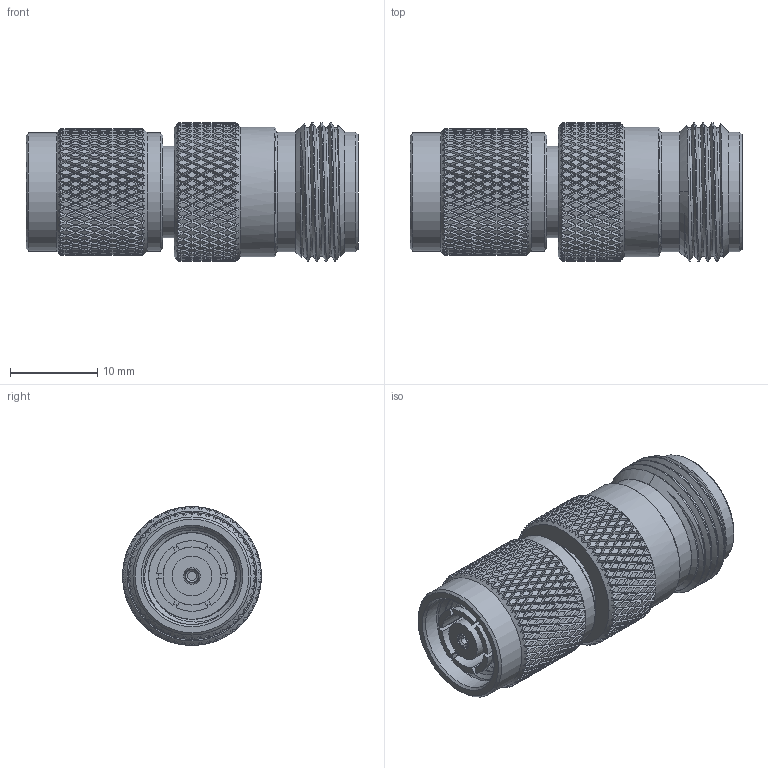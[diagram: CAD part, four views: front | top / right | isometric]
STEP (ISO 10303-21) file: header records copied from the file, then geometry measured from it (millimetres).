
FILE_DESCRIPTION (( 'STEP AP203' ), '1' );
FILE_NAME ('SM5795.step', '2020-03-10T20:29:33', ( '' ), ( '' ), 'SwSTEP 2.0', 'SolidWorks 2018', '' );
FILE_SCHEMA (( 'CONFIG_CONTROL_DESIGN' ));
Products named in the file (1): SM5795
Bounding box: 38 x 15.88 x 15.88 mm (x, y, z)
Volume: 5167.9 mm3; surface area: 4208.4 mm2
Topology: 2 solids, 2 shells, 4656 faces, 9899 edges, 5261 vertices
Faces by surface type: bspline 3607, cylinder 945, plane 70, cone 34
Full cylindrical faces by diameter (mm): 0.61 x1, 1.016 x2, 1.524 x1, 1.702 x1, 1.905 x1, 2.108 x2, 3.048 x1, 4.572 x1, 6.655 x1, 6.985 x1, 7.569 x1, 10.465 x1, 11.112 x6, 13.513 x2, 13.716 x2, 14.859 x1
Entity records: 176173 total; most frequent: CARTESIAN_POINT 117059, ORIENTED_EDGE 19662, EDGE_CURVE 9831, VERTEX_POINT 5234, EDGE_LOOP 4701, FACE_OUTER_BOUND 4671, ADVANCED_FACE 4650, B_SPLINE_CURVE_WITH_KNOTS 4204
